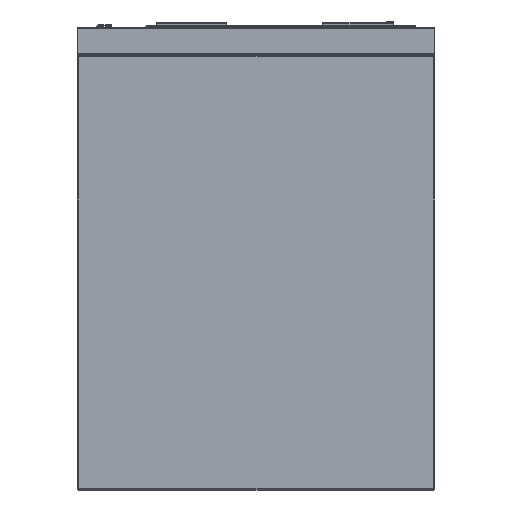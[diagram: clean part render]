
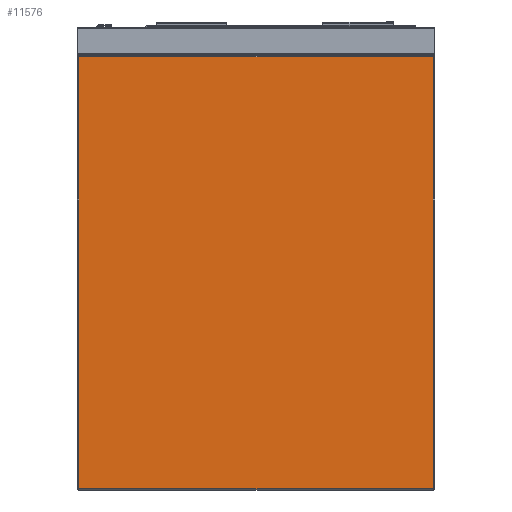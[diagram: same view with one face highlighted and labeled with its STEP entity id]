
A CAD part, left-side view. The second image highlights one B-rep face of the part: STEP entity #11576.
In plain terms, the highlighted planar face has unit normal (-1, 0, 0).
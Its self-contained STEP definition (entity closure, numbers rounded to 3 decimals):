
#22 = CARTESIAN_POINT ( 'NONE',  ( -660., -253., -658. ) ) ;
#132 = LINE ( 'NONE', #20806, #9936 ) ;
#1845 = DIRECTION ( 'NONE',  ( -1., 0., 0. ) ) ;
#2382 = EDGE_CURVE ( 'NONE', #31498, #33768, #3077, .T. ) ;
#2398 = DIRECTION ( 'NONE',  ( 0., 0., 1. ) ) ;
#3077 = LINE ( 'NONE', #19836, #34701 ) ;
#4346 = ORIENTED_EDGE ( 'NONE', *, *, #22209, .T. ) ;
#4628 = FACE_OUTER_BOUND ( 'NONE', #23411, .T. ) ;
#6085 = LINE ( 'NONE', #27877, #12596 ) ;
#7121 = VECTOR ( 'NONE', #21602, 1000. ) ;
#9217 = CARTESIAN_POINT ( 'NONE',  ( -660., 253., -658. ) ) ;
#9936 = VECTOR ( 'NONE', #31963, 1000. ) ;
#10603 = ORIENTED_EDGE ( 'NONE', *, *, #13396, .T. ) ;
#11576 = ADVANCED_FACE ( 'Fl�che7', ( #4628 ), #35739, .T. ) ;
#12596 = VECTOR ( 'NONE', #2398, 1000. ) ;
#13114 = AXIS2_PLACEMENT_3D ( 'NONE', #15798, #1845, #21215 ) ;
#13396 = EDGE_CURVE ( 'NONE', #30625, #14539, #6085, .T. ) ;
#14539 = VERTEX_POINT ( 'NONE', #25081 ) ;
#15798 = CARTESIAN_POINT ( 'NONE',  ( -660., -255., -660. ) ) ;
#16695 = DIRECTION ( 'NONE',  ( 0., 0., -1. ) ) ;
#18255 = CARTESIAN_POINT ( 'NONE',  ( -660., 255., -42. ) ) ;
#18498 = ORIENTED_EDGE ( 'NONE', *, *, #19343, .T. ) ;
#19305 = CARTESIAN_POINT ( 'NONE',  ( -660., 253., -42. ) ) ;
#19343 = EDGE_CURVE ( 'NONE', #33768, #30625, #132, .T. ) ;
#19836 = CARTESIAN_POINT ( 'NONE',  ( -660., 253., -660. ) ) ;
#20806 = CARTESIAN_POINT ( 'NONE',  ( -660., -255., -658. ) ) ;
#21215 = DIRECTION ( 'NONE',  ( 0., 0., 1. ) ) ;
#21602 = DIRECTION ( 'NONE',  ( 0., 1., 0. ) ) ;
#22209 = EDGE_CURVE ( 'NONE', #14539, #31498, #30143, .T. ) ;
#23411 = EDGE_LOOP ( 'NONE', ( #10603, #4346, #24932, #18498 ) ) ;
#24932 = ORIENTED_EDGE ( 'NONE', *, *, #2382, .T. ) ;
#25081 = CARTESIAN_POINT ( 'NONE',  ( -660., -253., -42. ) ) ;
#27877 = CARTESIAN_POINT ( 'NONE',  ( -660., -253., -660. ) ) ;
#30143 = LINE ( 'NONE', #18255, #7121 ) ;
#30625 = VERTEX_POINT ( 'NONE', #22 ) ;
#31498 = VERTEX_POINT ( 'NONE', #19305 ) ;
#31963 = DIRECTION ( 'NONE',  ( 0., -1., 0. ) ) ;
#33768 = VERTEX_POINT ( 'NONE', #9217 ) ;
#34701 = VECTOR ( 'NONE', #16695, 1000. ) ;
#35739 = PLANE ( 'NONE',  #13114 ) ;
